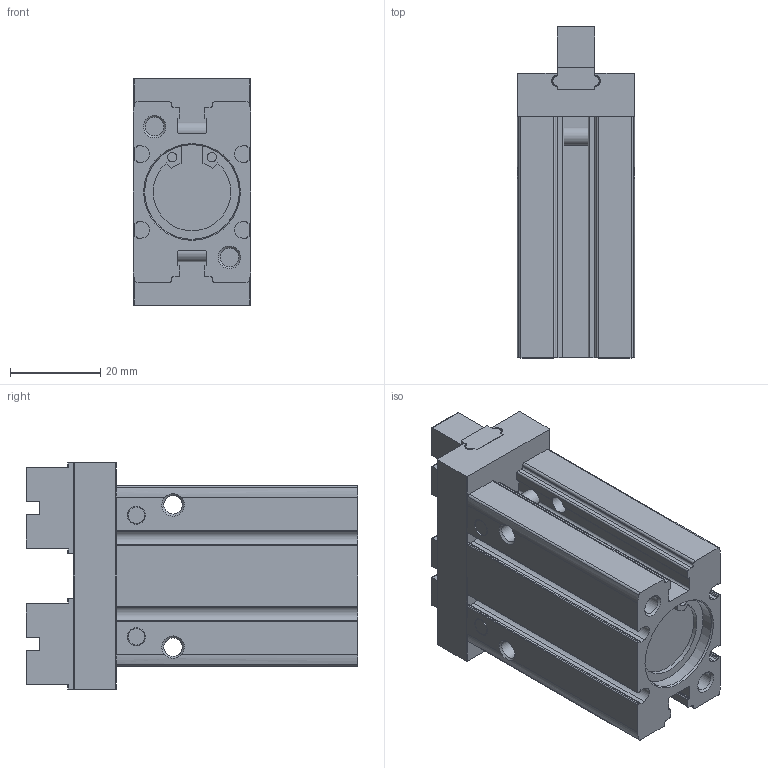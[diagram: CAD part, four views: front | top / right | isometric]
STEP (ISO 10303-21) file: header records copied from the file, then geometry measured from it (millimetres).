
FILE_DESCRIPTION(/* description */ ('STEP AP214'),/* implementation_level */ '2;1');
FILE_NAME(/* name */ '8116822_DHPC-20-A-B-2',/* time_stamp */ '2024-08-19T18:17:18+02:00',/* author */ ('License CC BY-ND 4.0'),/* organization */ ('CADENAS'),/* preprocessor_version */ 'ST-DEVELOPER v19.3',/* originating_system */ 'PARTsolutions',/* authorisation */ ' ');
FILE_SCHEMA (('AUTOMOTIVE_DESIGN {1 0 10303 214 3 1 1}'));
Length unit declared in the file: millimetre
Products named in the file (3): 8116822 DHPC-20-A-B-2---(1high); 8116731 DHPC-20-A-B-2---(highG); 8111964 DHPC-20-A-2---(high)
Assembly tree (3 placements, depth 2):
  8116822 DHPC-20-A-B-2---(1high)
    8116731 DHPC-20-A-B-2---(highG)
    8111964 DHPC-20-A-2---(high)  x2
Bounding box: 26 x 73.6 x 50.2 mm (x, y, z)
Volume: 60370.7 mm3; surface area: 19147.1 mm2
Topology: 3 solids, 3 shells, 429 faces, 1139 edges, 739 vertices
Faces by surface type: plane 221, cylinder 177, cone 25, torus 6
Full cylindrical faces by diameter (mm): 2 x2, 3.242 x4, 4 x8, 4.134 x8, 5.5 x4, 6.5 x4, 21 x1
Entity records: 10897 total; most frequent: CARTESIAN_POINT 1982, DIRECTION 1886, ORIENTED_EDGE 1764, EDGE_CURVE 882, AXIS2_PLACEMENT_3D 680, VERTEX_POINT 604, LINE 526, VECTOR 526
